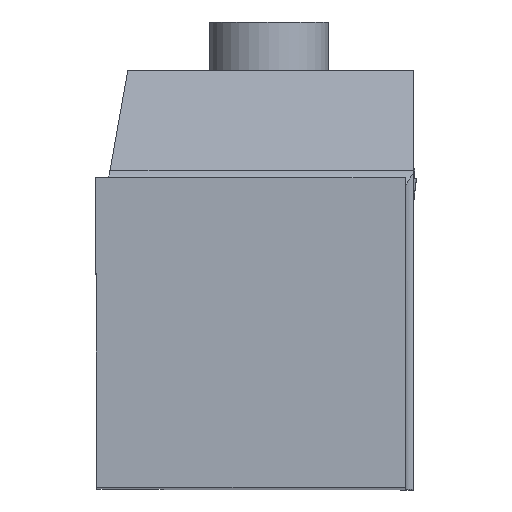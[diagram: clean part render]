
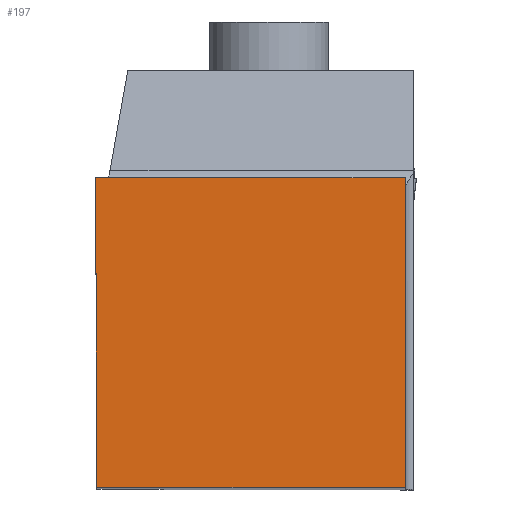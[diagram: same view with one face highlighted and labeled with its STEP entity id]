
A CAD part, top view. The second image highlights one B-rep face of the part: STEP entity #197.
In plain terms, the highlighted planar face has unit normal (0, 0, 1).
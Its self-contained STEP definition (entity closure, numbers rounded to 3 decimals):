
#139=FACE_OUTER_BOUND('',#581,.T.);
#197=ADVANCED_FACE('CU_BACK_SU1',(#139),#258,.F.);
#258=PLANE('',#1336);
#313=LINE('',#1775,#443);
#341=LINE('',#1833,#471);
#344=LINE('',#1850,#474);
#345=LINE('',#1851,#475);
#443=VECTOR('',#1446,1.);
#471=VECTOR('',#1488,1.);
#474=VECTOR('',#1495,1.);
#475=VECTOR('',#1496,1.);
#581=EDGE_LOOP('',(#703,#704,#705,#706));
#703=ORIENTED_EDGE('',*,*,#1097,.T.);
#704=ORIENTED_EDGE('',*,*,#1131,.T.);
#705=ORIENTED_EDGE('',*,*,#1127,.T.);
#706=ORIENTED_EDGE('',*,*,#1132,.F.);
#984=VERTEX_POINT('',#1774);
#985=VERTEX_POINT('',#1776);
#1007=VERTEX_POINT('',#1832);
#1008=VERTEX_POINT('',#1834);
#1097=EDGE_CURVE('',#985,#984,#313,.T.);
#1127=EDGE_CURVE('',#1008,#1007,#341,.T.);
#1131=EDGE_CURVE('',#984,#1008,#344,.T.);
#1132=EDGE_CURVE('',#985,#1007,#345,.T.);
#1336=AXIS2_PLACEMENT_3D('',#1852,#1497,#1498);
#1446=DIRECTION('',(1.,0.,0.));
#1488=DIRECTION('',(-1.,0.,0.));
#1495=DIRECTION('',(0.,1.,0.));
#1496=DIRECTION('',(-0.004,1.,0.));
#1497=DIRECTION('',(0.,0.,-1.));
#1498=DIRECTION('',(0.,-1.,0.));
#1774=CARTESIAN_POINT('',(31.85,0.,0.));
#1775=CARTESIAN_POINT('',(56.708,0.,0.));
#1776=CARTESIAN_POINT('',(0.139,0.,0.));
#1832=CARTESIAN_POINT('',(0.,31.85,0.));
#1833=CARTESIAN_POINT('',(56.708,31.85,0.));
#1834=CARTESIAN_POINT('',(31.85,31.85,0.));
#1850=CARTESIAN_POINT('',(31.85,51.85,0.));
#1851=CARTESIAN_POINT('',(-0.086,51.602,0.));
#1852=CARTESIAN_POINT('',(56.708,51.85,0.));
